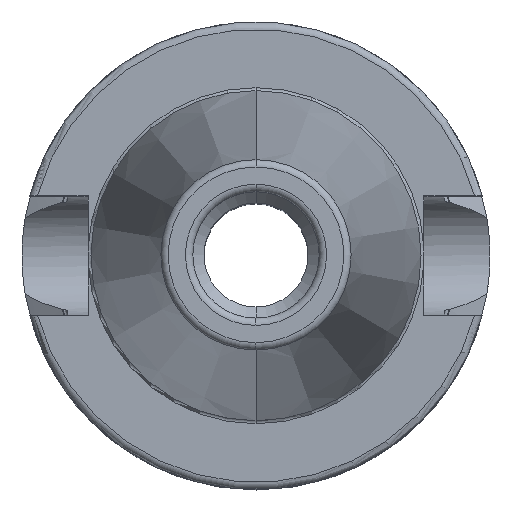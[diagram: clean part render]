
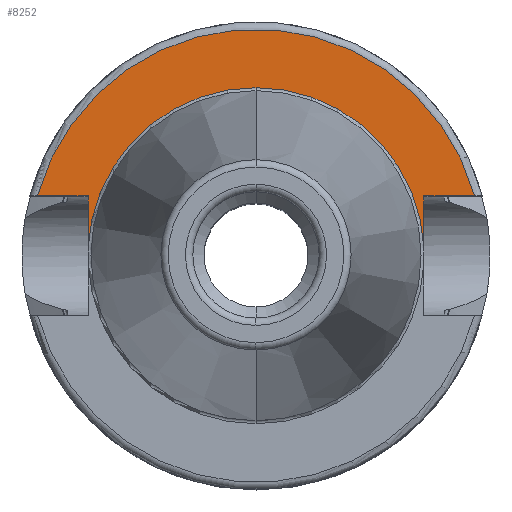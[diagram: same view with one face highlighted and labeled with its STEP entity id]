
A CAD part, top view. The second image highlights one B-rep face of the part: STEP entity #8252.
In plain terms, the highlighted planar face has unit normal (0, 0, 1).
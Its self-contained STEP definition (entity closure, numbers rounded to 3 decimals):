
#2402=DIRECTION('',(0,1,0));
#2403=VECTOR('',#2402,6.987);
#2404=CARTESIAN_POINT('',(-22.6,1.063,25));
#2405=LINE('',#2404,#2403);
#2406=DIRECTION('',(1,0,0));
#2407=VECTOR('',#2406,6.818);
#2408=CARTESIAN_POINT('',(-29.418,8.05,25));
#2409=LINE('',#2408,#2407);
#2410=DIRECTION('',(-1,0,0));
#2411=VECTOR('',#2410,6.818);
#2412=CARTESIAN_POINT('',(29.418,8.05,25));
#2413=LINE('',#2412,#2411);
#2414=DIRECTION('',(0,-1,0));
#2415=VECTOR('',#2414,6.987);
#2416=CARTESIAN_POINT('',(22.6,8.05,25));
#2417=LINE('',#2416,#2415);
#2424=CARTESIAN_POINT('',(0,0,25));
#2425=DIRECTION('',(0,0,1));
#2426=DIRECTION('',(0,1,0));
#2427=AXIS2_PLACEMENT_3D('',#2424,#2425,#2426);
#2455=CARTESIAN_POINT('',(0,0,25));
#2456=DIRECTION('',(0,0,-1));
#2457=DIRECTION('',(0,1,0));
#2458=AXIS2_PLACEMENT_3D('',#2455,#2456,#2457);
#2507=CARTESIAN_POINT('',(0,0,25));
#2508=DIRECTION('',(0,0,1));
#2509=DIRECTION('',(0.965,0.264,0));
#2510=AXIS2_PLACEMENT_3D('',#2507,#2508,#2509);
#3699=CARTESIAN_POINT('',(-22.6,1.063,25));
#3700=CARTESIAN_POINT('',(-22.6,8.05,25));
#3701=VERTEX_POINT('',#3699);
#3702=VERTEX_POINT('',#3700);
#3703=CARTESIAN_POINT('',(-29.418,8.05,25));
#3704=VERTEX_POINT('',#3703);
#3705=CARTESIAN_POINT('',(22.6,8.05,25));
#3706=CARTESIAN_POINT('',(22.6,1.063,25));
#3707=VERTEX_POINT('',#3705);
#3708=VERTEX_POINT('',#3706);
#3715=CARTESIAN_POINT('',(29.418,8.05,25));
#3716=VERTEX_POINT('',#3715);
#3763=CARTESIAN_POINT('',(0,22.625,25));
#3765=VERTEX_POINT('',#3763);
#8233=CARTESIAN_POINT('',(0,0,25));
#8234=DIRECTION('',(0,0,-1));
#8235=DIRECTION('',(0,-1,0));
#8236=AXIS2_PLACEMENT_3D('',#8233,#8234,#8235);
#8237=PLANE('',#8236);
#8238=ORIENTED_EDGE('',*,*,#7990,.T.);
#8239=ORIENTED_EDGE('',*,*,#8019,.F.);
#8241=ORIENTED_EDGE('',*,*,#8240,.F.);
#8243=ORIENTED_EDGE('',*,*,#8242,.T.);
#8245=ORIENTED_EDGE('',*,*,#8244,.T.);
#8247=ORIENTED_EDGE('',*,*,#8246,.F.);
#8249=ORIENTED_EDGE('',*,*,#8248,.T.);
#8250=EDGE_LOOP('',(#8238,#8239,#8241,#8243,#8245,#8247,#8249));
#8251=FACE_OUTER_BOUND('',#8250,.F.);
#8252=ADVANCED_FACE('',(#8251),#8237,.F.);
#2428=CIRCLE('',#2427,22.625);
#2459=CIRCLE('',#2458,22.625);
#2511=CIRCLE('',#2510,30.5);
#7990=EDGE_CURVE('',#3701,#3702,#2405,.T.);
#8019=EDGE_CURVE('',#3704,#3702,#2409,.T.);
#8240=EDGE_CURVE('',#3716,#3704,#2511,.T.);
#8242=EDGE_CURVE('',#3716,#3707,#2413,.T.);
#8244=EDGE_CURVE('',#3707,#3708,#2417,.T.);
#8246=EDGE_CURVE('',#3765,#3708,#2459,.T.);
#8248=EDGE_CURVE('',#3765,#3701,#2428,.T.);
